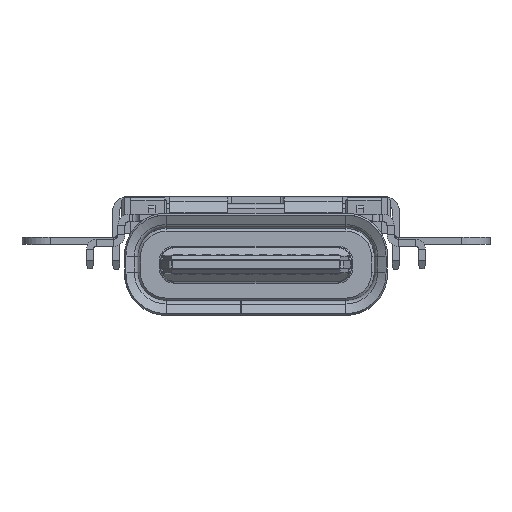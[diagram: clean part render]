
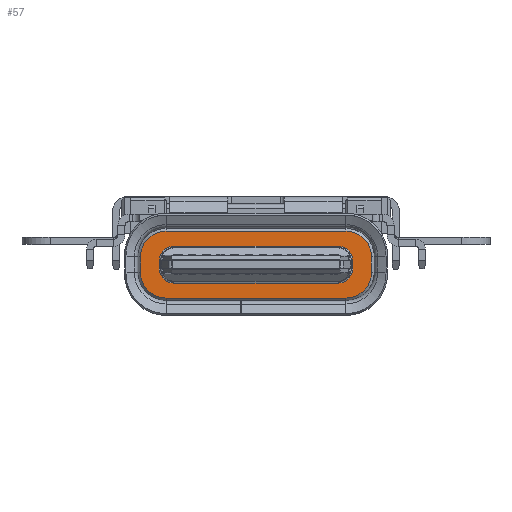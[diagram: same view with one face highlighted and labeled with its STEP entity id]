
A CAD part, top view. The second image highlights one B-rep face of the part: STEP entity #57.
In plain terms, the highlighted planar face has unit normal (0, 0, 1).
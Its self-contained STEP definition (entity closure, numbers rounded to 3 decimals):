
#57 = ADVANCED_FACE ( 'NONE', ( #14738, #47317 ), #49549, .T. ) ;
#444 = VERTEX_POINT ( 'NONE', #46559 ) ;
#873 = DIRECTION ( 'NONE',  ( -1., 0., 0. ) ) ;
#1301 = EDGE_CURVE ( 'NONE', #24366, #8344, #40465, .T. ) ;
#1747 = EDGE_CURVE ( 'NONE', #7627, #33891, #25092, .T. ) ;
#2853 = DIRECTION ( 'NONE',  ( 0., 0., 1. ) ) ;
#3003 = ORIENTED_EDGE ( 'NONE', *, *, #28314, .F. ) ;
#3185 = ORIENTED_EDGE ( 'NONE', *, *, #15767, .F. ) ;
#4161 = DIRECTION ( 'NONE',  ( 1., 0., 0. ) ) ;
#4345 = VERTEX_POINT ( 'NONE', #5197 ) ;
#4812 = VECTOR ( 'NONE', #38076, 1000. ) ;
#4843 = CARTESIAN_POINT ( 'NONE',  ( 2.905, 0.65, -0.45 ) ) ;
#4905 = CARTESIAN_POINT ( 'NONE',  ( -2.905, 0.65, -0.45 ) ) ;
#5058 = CIRCLE ( 'NONE', #14590, 0.9 ) ;
#5197 = CARTESIAN_POINT ( 'NONE',  ( -4.07, -0.28, -0.45 ) ) ;
#5399 = CARTESIAN_POINT ( 'NONE',  ( 0., -0.65, -0.45 ) ) ;
#6417 = AXIS2_PLACEMENT_3D ( 'NONE', #34997, #34354, #7197 ) ;
#6698 = CARTESIAN_POINT ( 'NONE',  ( 3.405, 0.15, -0.45 ) ) ;
#7173 = DIRECTION ( 'NONE',  ( -1., 0., 0. ) ) ;
#7197 = DIRECTION ( 'NONE',  ( 1., 0., 0. ) ) ;
#7386 = EDGE_CURVE ( 'NONE', #33891, #49476, #32112, .T. ) ;
#7627 = VERTEX_POINT ( 'NONE', #4843 ) ;
#8105 = VERTEX_POINT ( 'NONE', #36212 ) ;
#8344 = VERTEX_POINT ( 'NONE', #39806 ) ;
#8361 = DIRECTION ( 'NONE',  ( -1., 0., 0. ) ) ;
#8518 = ORIENTED_EDGE ( 'NONE', *, *, #1747, .F. ) ;
#9317 = VECTOR ( 'NONE', #8361, 1000. ) ;
#10130 = EDGE_CURVE ( 'NONE', #10923, #41670, #48770, .T. ) ;
#10157 = EDGE_LOOP ( 'NONE', ( #44825, #32257, #3003, #22959, #8518, #39157, #34661, #37691 ) ) ;
#10283 = LINE ( 'NONE', #5399, #27005 ) ;
#10301 = EDGE_CURVE ( 'NONE', #48300, #444, #15692, .T. ) ;
#10793 = ORIENTED_EDGE ( 'NONE', *, *, #13701, .T. ) ;
#10923 = VERTEX_POINT ( 'NONE', #31111 ) ;
#11960 = AXIS2_PLACEMENT_3D ( 'NONE', #38962, #42750, #14718 ) ;
#12145 = DIRECTION ( 'NONE',  ( 1., 0., 0. ) ) ;
#13118 = CARTESIAN_POINT ( 'NONE',  ( 2.905, -0.15, -0.45 ) ) ;
#13701 = EDGE_CURVE ( 'NONE', #8344, #48300, #14132, .T. ) ;
#13971 = CARTESIAN_POINT ( 'NONE',  ( 3.405, -0.15, -0.45 ) ) ;
#14094 = ORIENTED_EDGE ( 'NONE', *, *, #39605, .F. ) ;
#14132 = LINE ( 'NONE', #28714, #14211 ) ;
#14211 = VECTOR ( 'NONE', #28373, 1000. ) ;
#14249 = CARTESIAN_POINT ( 'NONE',  ( -3.17, 1.18, -0.45 ) ) ;
#14519 = DIRECTION ( 'NONE',  ( 0., 0., -1. ) ) ;
#14590 = AXIS2_PLACEMENT_3D ( 'NONE', #23310, #38799, #7173 ) ;
#14718 = DIRECTION ( 'NONE',  ( 1., 0., 0. ) ) ;
#14738 = FACE_OUTER_BOUND ( 'NONE', #49137, .T. ) ;
#15086 = DIRECTION ( 'NONE',  ( 0., 0., 1. ) ) ;
#15501 = VERTEX_POINT ( 'NONE', #6698 ) ;
#15692 = CIRCLE ( 'NONE', #11960, 0.9 ) ;
#15767 = EDGE_CURVE ( 'NONE', #8105, #4345, #47094, .T. ) ;
#15874 = AXIS2_PLACEMENT_3D ( 'NONE', #41231, #14519, #33239 ) ;
#16316 = DIRECTION ( 'NONE',  ( 0., 0., -1. ) ) ;
#16672 = CARTESIAN_POINT ( 'NONE',  ( -3.405, -0.15, -0.45 ) ) ;
#16910 = VERTEX_POINT ( 'NONE', #33573 ) ;
#16981 = CARTESIAN_POINT ( 'NONE',  ( -2.905, -0.15, -0.45 ) ) ;
#17009 = LINE ( 'NONE', #33519, #33716 ) ;
#17104 = VERTEX_POINT ( 'NONE', #34926 ) ;
#19007 = EDGE_CURVE ( 'NONE', #41670, #16910, #10283, .T. ) ;
#19155 = VECTOR ( 'NONE', #37083, 1000. ) ;
#19219 = AXIS2_PLACEMENT_3D ( 'NONE', #16981, #2853, #28269 ) ;
#19235 = LINE ( 'NONE', #40854, #19155 ) ;
#20633 = AXIS2_PLACEMENT_3D ( 'NONE', #13118, #16316, #12145 ) ;
#20711 = VERTEX_POINT ( 'NONE', #13971 ) ;
#21196 = DIRECTION ( 'NONE',  ( 1., 0., 0. ) ) ;
#22861 = DIRECTION ( 'NONE',  ( 1., 0., 0. ) ) ;
#22959 = ORIENTED_EDGE ( 'NONE', *, *, #7386, .F. ) ;
#23310 = CARTESIAN_POINT ( 'NONE',  ( -3.17, 0.28, -0.45 ) ) ;
#23760 = CARTESIAN_POINT ( 'NONE',  ( 0., -1.18, -0.45 ) ) ;
#24366 = VERTEX_POINT ( 'NONE', #33456 ) ;
#25092 = LINE ( 'NONE', #35831, #9317 ) ;
#26067 = DIRECTION ( 'NONE',  ( 0., 1., 0. ) ) ;
#26198 = VECTOR ( 'NONE', #4161, 1000. ) ;
#27005 = VECTOR ( 'NONE', #21196, 1000. ) ;
#27448 = ORIENTED_EDGE ( 'NONE', *, *, #32488, .T. ) ;
#28269 = DIRECTION ( 'NONE',  ( -1., 0., 0. ) ) ;
#28314 = EDGE_CURVE ( 'NONE', #49476, #10923, #48875, .T. ) ;
#28373 = DIRECTION ( 'NONE',  ( 0., 1., 0. ) ) ;
#28646 = DIRECTION ( 'NONE',  ( 0., -1., 0. ) ) ;
#28714 = CARTESIAN_POINT ( 'NONE',  ( 4.07, 0., -0.45 ) ) ;
#28849 = ORIENTED_EDGE ( 'NONE', *, *, #45445, .T. ) ;
#30703 = EDGE_CURVE ( 'NONE', #20711, #16910, #32484, .T. ) ;
#31111 = CARTESIAN_POINT ( 'NONE',  ( -3.405, -0.15, -0.45 ) ) ;
#32005 = VECTOR ( 'NONE', #28646, 1000. ) ;
#32112 = CIRCLE ( 'NONE', #33241, 0.5 ) ;
#32257 = ORIENTED_EDGE ( 'NONE', *, *, #10130, .F. ) ;
#32484 = CIRCLE ( 'NONE', #20633, 0.5 ) ;
#32488 = EDGE_CURVE ( 'NONE', #8105, #24366, #43345, .T. ) ;
#32743 = ORIENTED_EDGE ( 'NONE', *, *, #1301, .T. ) ;
#32920 = AXIS2_PLACEMENT_3D ( 'NONE', #34413, #35057, #45565 ) ;
#33239 = DIRECTION ( 'NONE',  ( -1., 0., 0. ) ) ;
#33241 = AXIS2_PLACEMENT_3D ( 'NONE', #34360, #46821, #873 ) ;
#33456 = CARTESIAN_POINT ( 'NONE',  ( 3.17, -1.18, -0.45 ) ) ;
#33519 = CARTESIAN_POINT ( 'NONE',  ( -4.07, 0., -0.45 ) ) ;
#33573 = CARTESIAN_POINT ( 'NONE',  ( 2.905, -0.65, -0.45 ) ) ;
#33716 = VECTOR ( 'NONE', #26067, 1000. ) ;
#33891 = VERTEX_POINT ( 'NONE', #4905 ) ;
#34241 = CARTESIAN_POINT ( 'NONE',  ( 0., 1.18, -0.45 ) ) ;
#34354 = DIRECTION ( 'NONE',  ( 0., 0., -1. ) ) ;
#34360 = CARTESIAN_POINT ( 'NONE',  ( -2.905, 0.15, -0.45 ) ) ;
#34413 = CARTESIAN_POINT ( 'NONE',  ( 3.17, -0.28, -0.45 ) ) ;
#34661 = ORIENTED_EDGE ( 'NONE', *, *, #45230, .T. ) ;
#34926 = CARTESIAN_POINT ( 'NONE',  ( -4.07, 0.28, -0.45 ) ) ;
#34997 = CARTESIAN_POINT ( 'NONE',  ( 2.905, 0.15, -0.45 ) ) ;
#35057 = DIRECTION ( 'NONE',  ( 0., 0., 1. ) ) ;
#35831 = CARTESIAN_POINT ( 'NONE',  ( 0., 0.65, -0.45 ) ) ;
#36212 = CARTESIAN_POINT ( 'NONE',  ( -3.17, -1.18, -0.45 ) ) ;
#36607 = CARTESIAN_POINT ( 'NONE',  ( -2.905, -0.65, -0.45 ) ) ;
#37083 = DIRECTION ( 'NONE',  ( 0., -1., 0. ) ) ;
#37528 = ORIENTED_EDGE ( 'NONE', *, *, #43016, .F. ) ;
#37691 = ORIENTED_EDGE ( 'NONE', *, *, #30703, .T. ) ;
#38076 = DIRECTION ( 'NONE',  ( -1., 0., 0. ) ) ;
#38646 = LINE ( 'NONE', #34241, #4812 ) ;
#38799 = DIRECTION ( 'NONE',  ( 0., 0., -1. ) ) ;
#38962 = CARTESIAN_POINT ( 'NONE',  ( 3.17, 0.28, -0.45 ) ) ;
#39157 = ORIENTED_EDGE ( 'NONE', *, *, #48582, .T. ) ;
#39605 = EDGE_CURVE ( 'NONE', #17104, #44523, #5058, .T. ) ;
#39806 = CARTESIAN_POINT ( 'NONE',  ( 4.07, -0.28, -0.45 ) ) ;
#40465 = CIRCLE ( 'NONE', #32920, 0.9 ) ;
#40826 = AXIS2_PLACEMENT_3D ( 'NONE', #42121, #15086, #22861 ) ;
#40854 = CARTESIAN_POINT ( 'NONE',  ( 3.405, -0.15, -0.45 ) ) ;
#41231 = CARTESIAN_POINT ( 'NONE',  ( -3.17, -0.28, -0.45 ) ) ;
#41670 = VERTEX_POINT ( 'NONE', #36607 ) ;
#42121 = CARTESIAN_POINT ( 'NONE',  ( 0., 0., -0.45 ) ) ;
#42750 = DIRECTION ( 'NONE',  ( 0., 0., 1. ) ) ;
#43016 = EDGE_CURVE ( 'NONE', #4345, #17104, #17009, .T. ) ;
#43345 = LINE ( 'NONE', #23760, #26198 ) ;
#44523 = VERTEX_POINT ( 'NONE', #14249 ) ;
#44825 = ORIENTED_EDGE ( 'NONE', *, *, #19007, .F. ) ;
#45230 = EDGE_CURVE ( 'NONE', #15501, #20711, #19235, .T. ) ;
#45445 = EDGE_CURVE ( 'NONE', #444, #44523, #38646, .T. ) ;
#45565 = DIRECTION ( 'NONE',  ( 1., 0., 0. ) ) ;
#45822 = CIRCLE ( 'NONE', #6417, 0.5 ) ;
#46559 = CARTESIAN_POINT ( 'NONE',  ( 3.17, 1.18, -0.45 ) ) ;
#46703 = CARTESIAN_POINT ( 'NONE',  ( 4.07, 0.28, -0.45 ) ) ;
#46821 = DIRECTION ( 'NONE',  ( 0., 0., 1. ) ) ;
#46879 = ORIENTED_EDGE ( 'NONE', *, *, #10301, .T. ) ;
#47094 = CIRCLE ( 'NONE', #15874, 0.9 ) ;
#47317 = FACE_BOUND ( 'NONE', #10157, .T. ) ;
#48300 = VERTEX_POINT ( 'NONE', #46703 ) ;
#48582 = EDGE_CURVE ( 'NONE', #7627, #15501, #45822, .T. ) ;
#48770 = CIRCLE ( 'NONE', #19219, 0.5 ) ;
#48875 = LINE ( 'NONE', #16672, #32005 ) ;
#49038 = CARTESIAN_POINT ( 'NONE',  ( -3.405, 0.15, -0.45 ) ) ;
#49137 = EDGE_LOOP ( 'NONE', ( #28849, #14094, #37528, #3185, #27448, #32743, #10793, #46879 ) ) ;
#49476 = VERTEX_POINT ( 'NONE', #49038 ) ;
#49549 = PLANE ( 'NONE',  #40826 ) ;
